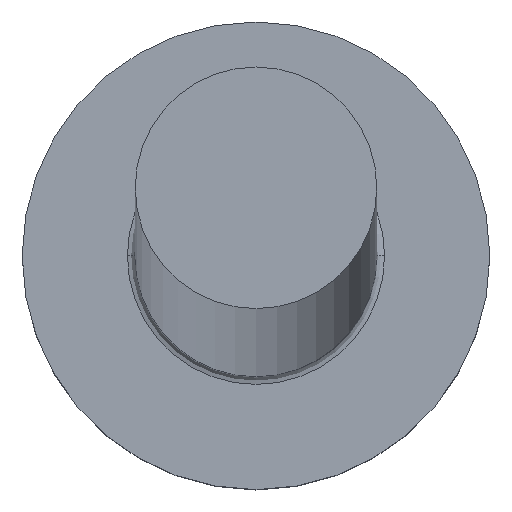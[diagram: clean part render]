
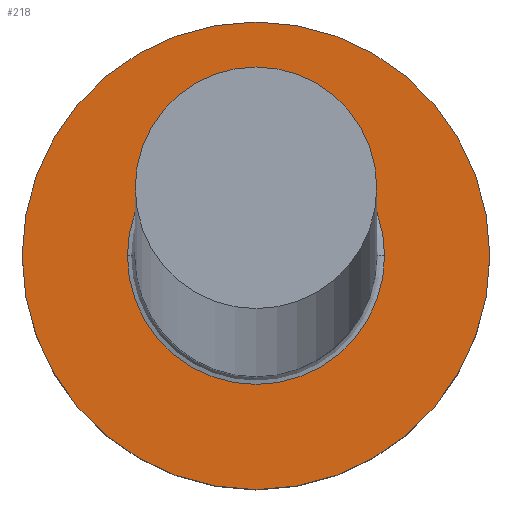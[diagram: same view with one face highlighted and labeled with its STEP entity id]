
A CAD part, top view. The second image highlights one B-rep face of the part: STEP entity #218.
In plain terms, the highlighted planar face has unit normal (0, 0, 1).
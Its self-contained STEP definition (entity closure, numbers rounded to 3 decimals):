
#2 = EDGE_LOOP ( 'NONE', ( #145, #240 ) ) ;
#6 = VERTEX_POINT ( 'NONE', #27 ) ;
#13 = DIRECTION ( 'NONE',  ( 1., 0., 0. ) ) ;
#21 = VERTEX_POINT ( 'NONE', #97 ) ;
#22 = AXIS2_PLACEMENT_3D ( 'NONE', #243, #61, #13 ) ;
#27 = CARTESIAN_POINT ( 'NONE',  ( -6., 0., 5. ) ) ;
#31 = VERTEX_POINT ( 'NONE', #192 ) ;
#33 = ORIENTED_EDGE ( 'NONE', *, *, #34, .T. ) ;
#34 = EDGE_CURVE ( 'NONE', #31, #21, #140, .T. ) ;
#36 = FACE_OUTER_BOUND ( 'NONE', #2, .T. ) ;
#40 = CARTESIAN_POINT ( 'NONE',  ( 0., 0., 5. ) ) ;
#61 = DIRECTION ( 'NONE',  ( 0., 0., 1. ) ) ;
#64 = CARTESIAN_POINT ( 'NONE',  ( 0., 0., 5. ) ) ;
#74 = DIRECTION ( 'NONE',  ( 1., 0., 0. ) ) ;
#97 = CARTESIAN_POINT ( 'NONE',  ( 3.3, 0., 5. ) ) ;
#99 = EDGE_LOOP ( 'NONE', ( #148, #33 ) ) ;
#102 = VERTEX_POINT ( 'NONE', #182 ) ;
#105 = DIRECTION ( 'NONE',  ( 1., 0., 0. ) ) ;
#111 = DIRECTION ( 'NONE',  ( 1., 0., 0. ) ) ;
#115 = AXIS2_PLACEMENT_3D ( 'NONE', #64, #156, #249 ) ;
#116 = AXIS2_PLACEMENT_3D ( 'NONE', #264, #287, #74 ) ;
#132 = DIRECTION ( 'NONE',  ( 0., 0., 1. ) ) ;
#140 = CIRCLE ( 'NONE', #116, 3.3 ) ;
#145 = ORIENTED_EDGE ( 'NONE', *, *, #259, .T. ) ;
#148 = ORIENTED_EDGE ( 'NONE', *, *, #212, .T. ) ;
#152 = PLANE ( 'NONE',  #22 ) ;
#156 = DIRECTION ( 'NONE',  ( 0., 0., -1. ) ) ;
#158 = AXIS2_PLACEMENT_3D ( 'NONE', #205, #224, #105 ) ;
#182 = CARTESIAN_POINT ( 'NONE',  ( 6., 0., 5. ) ) ;
#192 = CARTESIAN_POINT ( 'NONE',  ( -3.3, 0., 5. ) ) ;
#195 = CIRCLE ( 'NONE', #211, 6. ) ;
#202 = EDGE_CURVE ( 'NONE', #102, #6, #252, .T. ) ;
#205 = CARTESIAN_POINT ( 'NONE',  ( 0., 0., 5. ) ) ;
#211 = AXIS2_PLACEMENT_3D ( 'NONE', #40, #132, #111 ) ;
#212 = EDGE_CURVE ( 'NONE', #21, #31, #216, .T. ) ;
#216 = CIRCLE ( 'NONE', #115, 3.3 ) ;
#218 = ADVANCED_FACE ( 'NONE', ( #228, #36 ), #152, .T. ) ;
#224 = DIRECTION ( 'NONE',  ( 0., 0., 1. ) ) ;
#228 = FACE_BOUND ( 'NONE', #99, .T. ) ;
#240 = ORIENTED_EDGE ( 'NONE', *, *, #202, .T. ) ;
#243 = CARTESIAN_POINT ( 'NONE',  ( 0., 0., 5. ) ) ;
#249 = DIRECTION ( 'NONE',  ( 1., 0., 0. ) ) ;
#252 = CIRCLE ( 'NONE', #158, 6. ) ;
#259 = EDGE_CURVE ( 'NONE', #6, #102, #195, .T. ) ;
#264 = CARTESIAN_POINT ( 'NONE',  ( 0., 0., 5. ) ) ;
#287 = DIRECTION ( 'NONE',  ( 0., 0., -1. ) ) ;
